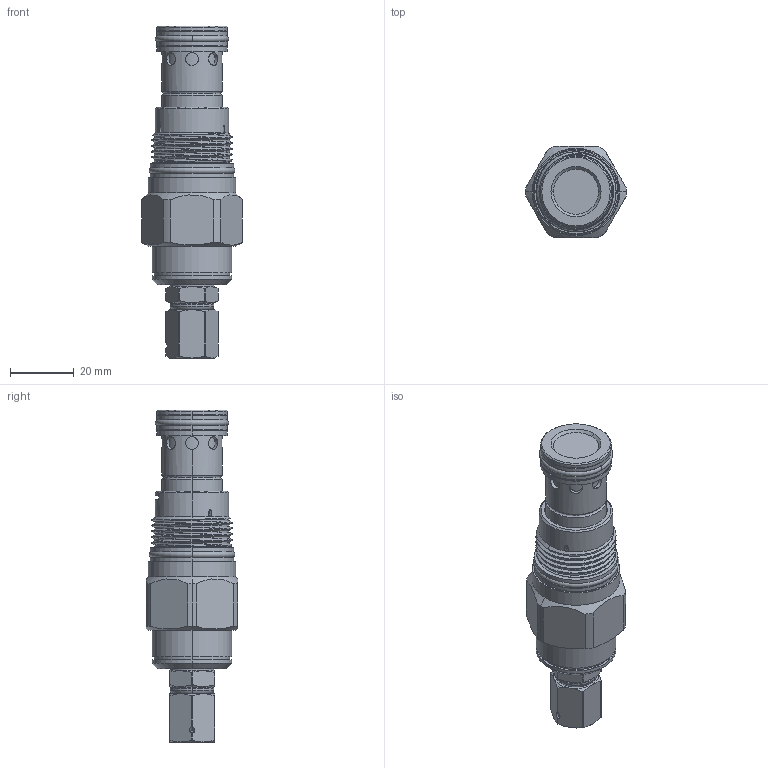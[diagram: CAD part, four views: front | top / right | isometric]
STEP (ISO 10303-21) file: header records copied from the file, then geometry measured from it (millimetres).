
FILE_DESCRIPTION (( 'STEP AP203' ), '1' );
FILE_NAME ('RP3A20-GA.STEP', '2024-06-17T01:34:52', ( '' ), ( '' ), 'SwSTEP 2.0', 'SolidWorks 2018', '' );
FILE_SCHEMA (( 'CONFIG_CONTROL_DESIGN' ));
Length unit declared in the file: millimetre
Products named in the file (1): RP3A20-GA
Bounding box: 31.6 x 28.57 x 104 mm (x, y, z)
Volume: 41926.5 mm3; surface area: 9928.4 mm2
Topology: 1 solids, 2 shells, 243 faces, 577 edges, 365 vertices
Faces by surface type: cylinder 137, plane 43, cone 37, torus 24, bspline 2
Entity records: 9127 total; most frequent: CARTESIAN_POINT 3650, ORIENTED_EDGE 1154, DIRECTION 1109, EDGE_CURVE 577, AXIS2_PLACEMENT_3D 472, VERTEX_POINT 365, EDGE_LOOP 270, FACE_OUTER_BOUND 243
